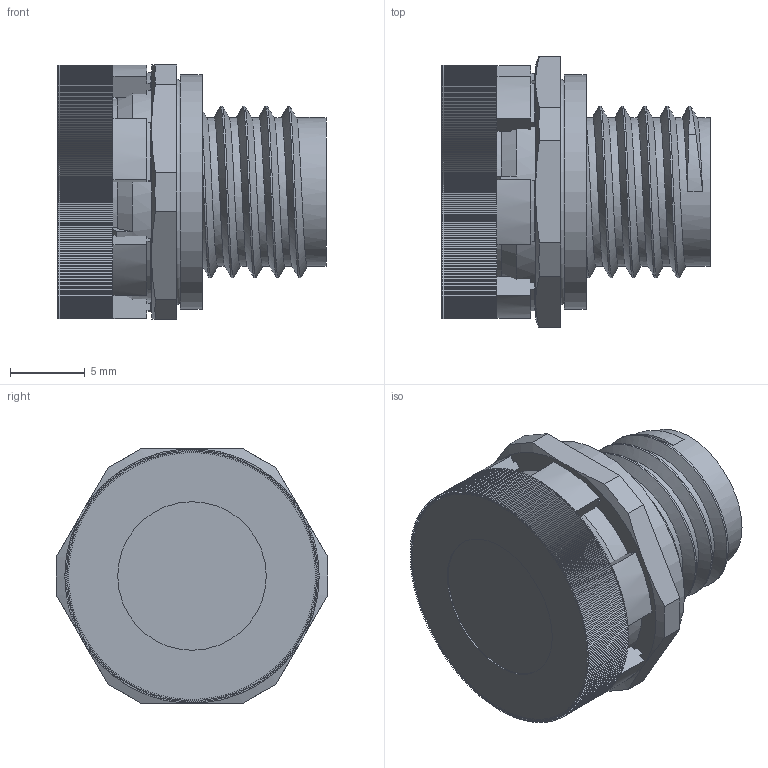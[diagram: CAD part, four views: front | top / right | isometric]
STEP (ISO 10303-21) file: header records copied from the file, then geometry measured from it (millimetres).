
FILE_DESCRIPTION(/* description */ ('DAE Kunststoff','CAx-IF Rec.Pracs.---Representation and Presentation of Product Manufacturing Information (PMI)---3.8---2014-02-18'),/* implementation_level */ '2;1');
FILE_NAME(/* name */ '11087512-RST.stp',/* time_stamp */ '2023-11-14T10:16:35+01:00',/* author */ ('sl'),/* organization */ (''),/* preprocessor_version */ 'ST-DEVELOPER v16.5',/* originating_system */ 'Autodesk Inventor 2017',/* authorisation */ '');
FILE_SCHEMA (('AP242_MANAGED_MODEL_BASED_3D_ENGINEERING_MIM_LF { 1 0 10303 442 1 1 4 }'));
Length unit declared in the file: millimetre
Products named in the file (6): DAE-01-BG-0001-11087512; 11087512; 11087512_1; 11087512_2; 11087512_3; 11087512_4
Assembly tree (5 placements, depth 2):
  DAE-01-BG-0001-11087512
    11087512
    11087512_1
    11087512_2
    11087512_3
    11087512_4
Bounding box: 17.94 x 18.15 x 17 mm (x, y, z)
Volume: 1796 mm3; surface area: 3880.7 mm2
Topology: 5 solids, 5 shells, 970 faces, 2852 edges, 1895 vertices
Faces by surface type: plane 907, cylinder 45, cone 12, torus 4, bspline 2
Full cylindrical faces by diameter (mm): 7 x1, 8 x2, 8.15 x1, 9.64 x1, 9.94 x1, 9.97 x6, 10.48 x1, 12.43 x1, 12.47 x1, 12.9 x1, 13.94 x1, 14.4 x1, 15.68 x1
Entity records: 32599 total; most frequent: CARTESIAN_POINT 6788, ORIENTED_EDGE 5624, DIRECTION 4863, EDGE_CURVE 2812, LINE 2651, VECTOR 2651, VERTEX_POINT 1879, AXIS2_PLACEMENT_3D 1106
